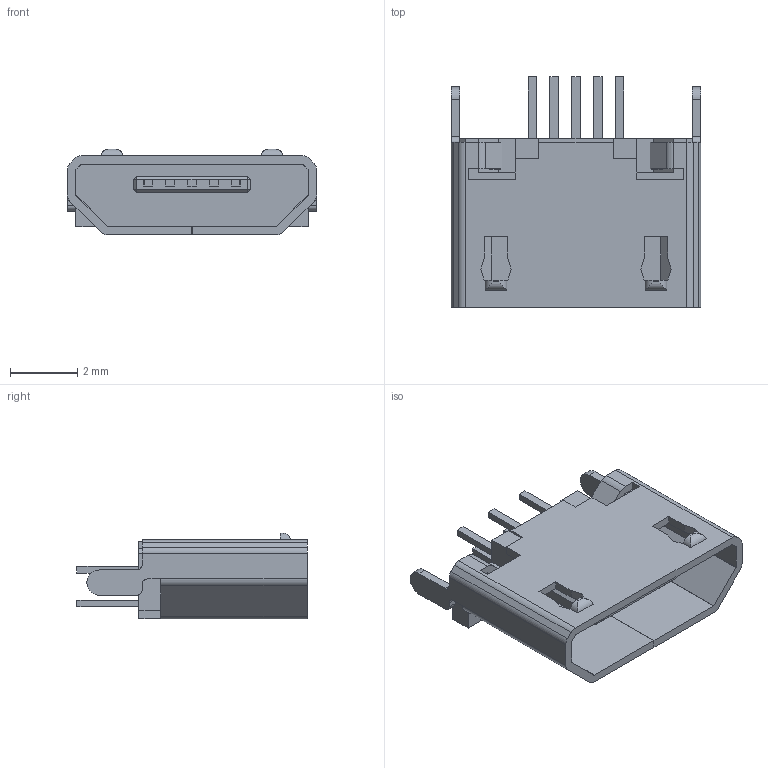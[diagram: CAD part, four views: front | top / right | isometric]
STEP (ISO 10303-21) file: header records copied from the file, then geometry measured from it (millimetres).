
FILE_DESCRIPTION (( 'STEP AP214' ), '1' );
FILE_NAME ('USB-micro_B U-D-M5DD-W-1 (vertical).STEP', '2023-04-10T08:29:41', ( 'Elessar' ), ( '' ), 'SwSTEP 2.0', 'SolidWorks 2018', '' );
FILE_SCHEMA (( 'AUTOMOTIVE_DESIGN' ));
Length unit declared in the file: millimetre
Products named in the file (1): USB-micro_B U-D-M5DD-W-1 (vertical)
Bounding box: 7.4 x 6.84 x 2.55 mm (x, y, z)
Volume: 42.7 mm3; surface area: 297.3 mm2
Topology: 12 solids, 12 shells, 442 faces, 1280 edges, 848 vertices
Faces by surface type: plane 326, cylinder 106, bspline 10
Entity records: 15113 total; most frequent: CARTESIAN_POINT 3165, ORIENTED_EDGE 2560, DIRECTION 2304, EDGE_CURVE 1280, VECTOR 1046, LINE 1046, VERTEX_POINT 848, AXIS2_PLACEMENT_3D 629
